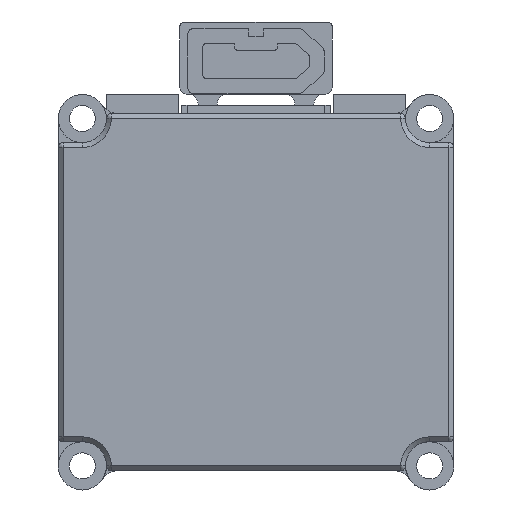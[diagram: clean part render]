
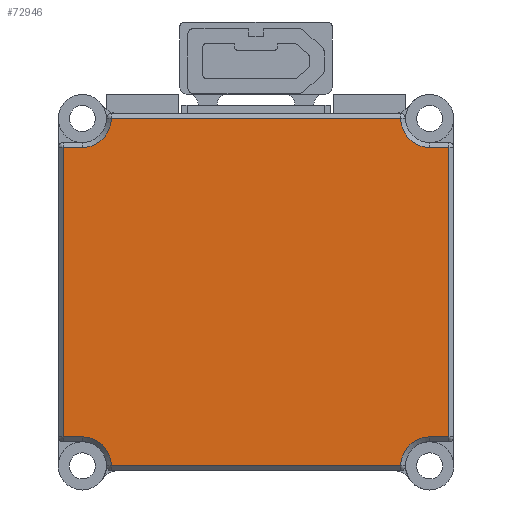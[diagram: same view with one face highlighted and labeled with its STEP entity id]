
A CAD part, front view. The second image highlights one B-rep face of the part: STEP entity #72946.
In plain terms, the highlighted planar face has unit normal (0, -1, 0).
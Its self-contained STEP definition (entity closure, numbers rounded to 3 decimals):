
#70364=CARTESIAN_POINT('',(-18.,-8.,-18.));
#70365=DIRECTION('',(0.,-1.,0.));
#70366=DIRECTION('',(1.,0.,0.));
#70367=AXIS2_PLACEMENT_3D('',#70364,#70365,#70366);
#70372=DIRECTION('',(-1.,0.,0.));
#70373=VECTOR('',#70372,2.);
#70374=CARTESIAN_POINT('',(-18.,-8.,
-15.));
#70375=LINE('',#70374,#70373);
#70379=DIRECTION('',(0.,0.,1.));
#70380=VECTOR('',#70379,30.);
#70381=CARTESIAN_POINT('',(-20.,-8.,-15.));
#70382=LINE('',#70381,#70380);
#70386=DIRECTION('',(1.,0.,0.));
#70387=VECTOR('',#70386,2.);
#70388=CARTESIAN_POINT('',(-20.,-8.,15.));
#70389=LINE('',#70388,#70387);
#70393=CARTESIAN_POINT('',(-18.,-8.,18.));
#70394=DIRECTION('',(0.,-1.,0.));
#70395=DIRECTION('',(0.,0.,-1.));
#70396=AXIS2_PLACEMENT_3D('',#70393,#70394,#70395);
#70401=DIRECTION('',(1.,0.,0.));
#70402=VECTOR('',#70401,30.);
#70403=CARTESIAN_POINT('',(-15.,-8.,
18.));
#70404=LINE('',#70403,#70402);
#70408=CARTESIAN_POINT('',(18.,-8.,18.));
#70409=DIRECTION('',(0.,-1.,0.));
#70410=DIRECTION('',(-1.,0.,0.));
#70411=AXIS2_PLACEMENT_3D('',#70408,#70409,#70410);
#70416=DIRECTION('',(1.,0.,0.));
#70417=VECTOR('',#70416,2.);
#70418=CARTESIAN_POINT('',(18.,-8.,
15.));
#70419=LINE('',#70418,#70417);
#70423=DIRECTION('',(0.,0.,-1.));
#70424=VECTOR('',#70423,30.);
#70425=CARTESIAN_POINT('',(20.,-8.,15.));
#70426=LINE('',#70425,#70424);
#70430=DIRECTION('',(-1.,0.,0.));
#70431=VECTOR('',#70430,2.);
#70432=CARTESIAN_POINT('',(20.,-8.,-15.));
#70433=LINE('',#70432,#70431);
#70437=CARTESIAN_POINT('',(18.,-8.,-18.));
#70438=DIRECTION('',(0.,-1.,0.));
#70439=DIRECTION('',(0.,0.,1.));
#70440=AXIS2_PLACEMENT_3D('',#70437,#70438,#70439);
#70445=DIRECTION('',(-1.,0.,0.));
#70446=VECTOR('',#70445,30.);
#70447=CARTESIAN_POINT('',(15.,-8.,
-18.));
#70448=LINE('',#70447,#70446);
#71714=CARTESIAN_POINT('',(-15.,-8.,-18.));
#71715=CARTESIAN_POINT('',(-18.,-8.,-15.));
#71716=VERTEX_POINT('',#71714);
#71717=VERTEX_POINT('',#71715);
#71720=CARTESIAN_POINT('',(-20.,-8.,-15.));
#71721=VERTEX_POINT('',#71720);
#71726=CARTESIAN_POINT('',(-20.,-8.,15.));
#71727=VERTEX_POINT('',#71726);
#71732=CARTESIAN_POINT('',(-18.,-8.,
15.));
#71733=VERTEX_POINT('',#71732);
#71736=CARTESIAN_POINT('',(-15.,-8.,18.));
#71737=VERTEX_POINT('',#71736);
#71742=CARTESIAN_POINT('',(15.,-8.,
18.));
#71743=VERTEX_POINT('',#71742);
#71748=CARTESIAN_POINT('',(18.,-8.,15.));
#71749=VERTEX_POINT('',#71748);
#71752=CARTESIAN_POINT('',(20.,-8.,15.));
#71753=VERTEX_POINT('',#71752);
#71758=CARTESIAN_POINT('',(20.,-8.,-15.));
#71759=VERTEX_POINT('',#71758);
#71764=CARTESIAN_POINT('',(18.,-8.,
-15.));
#71765=VERTEX_POINT('',#71764);
#71768=CARTESIAN_POINT('',(15.,-8.,-18.));
#71769=VERTEX_POINT('',#71768);
#72927=CARTESIAN_POINT('',(0.,-8.,0.));
#72928=DIRECTION('',(0.,-1.,0.));
#72929=DIRECTION('',(0.,0.,1.));
#72930=AXIS2_PLACEMENT_3D('',#72927,#72928,#72929);
#72931=PLANE('',#72930);
#72932=ORIENTED_EDGE('',*,*,#72648,.T.);
#72933=ORIENTED_EDGE('',*,*,#72710,.T.);
#72934=ORIENTED_EDGE('',*,*,#72792,.T.);
#72935=ORIENTED_EDGE('',*,*,#72874,.T.);
#72936=ORIENTED_EDGE('',*,*,#72895,.T.);
#72937=ORIENTED_EDGE('',*,*,#72154,.T.);
#72938=ORIENTED_EDGE('',*,*,#72236,.T.);
#72939=ORIENTED_EDGE('',*,*,#72298,.T.);
#72940=ORIENTED_EDGE('',*,*,#72380,.T.);
#72941=ORIENTED_EDGE('',*,*,#72462,.T.);
#72942=ORIENTED_EDGE('',*,*,#72484,.T.);
#72943=ORIENTED_EDGE('',*,*,#72566,.T.);
#72944=EDGE_LOOP('',(#72932,#72933,#72934,#72935,#72936,#72937,#72938,#72939,
#72940,#72941,#72942,#72943));
#72945=FACE_OUTER_BOUND('',#72944,.F.);
#72946=ADVANCED_FACE('',(#72945),#72931,.T.);
#70368=CIRCLE('',#70367,3.);
#70397=CIRCLE('',#70396,3.);
#70412=CIRCLE('',#70411,3.);
#70441=CIRCLE('',#70440,3.);
#72154=EDGE_CURVE('',#71737,#71743,#70404,.T.);
#72236=EDGE_CURVE('',#71743,#71749,#70412,.T.);
#72298=EDGE_CURVE('',#71749,#71753,#70419,.T.);
#72380=EDGE_CURVE('',#71753,#71759,#70426,.T.);
#72462=EDGE_CURVE('',#71759,#71765,#70433,.T.);
#72484=EDGE_CURVE('',#71765,#71769,#70441,.T.);
#72566=EDGE_CURVE('',#71769,#71716,#70448,.T.);
#72648=EDGE_CURVE('',#71716,#71717,#70368,.T.);
#72710=EDGE_CURVE('',#71717,#71721,#70375,.T.);
#72792=EDGE_CURVE('',#71721,#71727,#70382,.T.);
#72874=EDGE_CURVE('',#71727,#71733,#70389,.T.);
#72895=EDGE_CURVE('',#71733,#71737,#70397,.T.);
